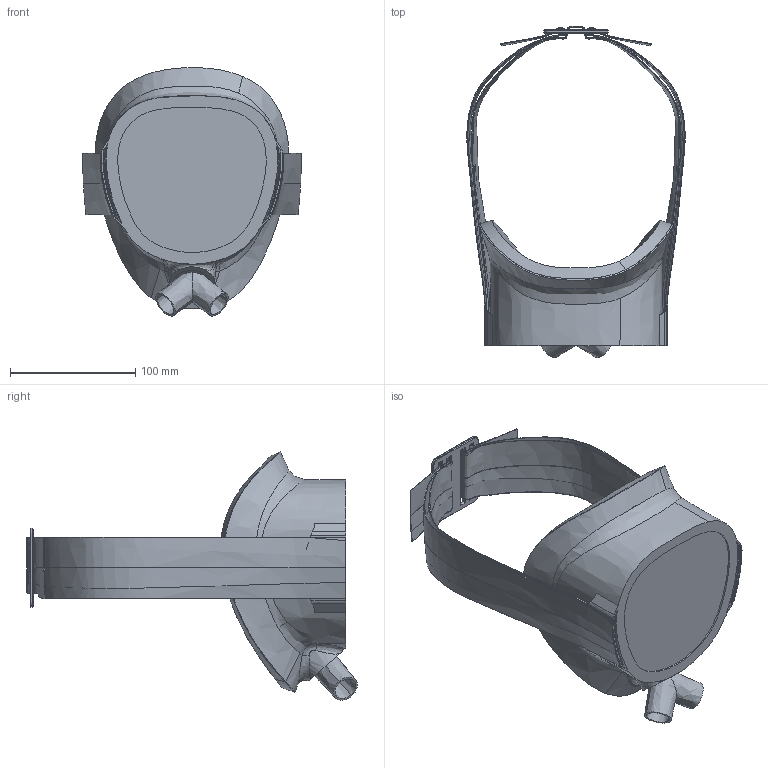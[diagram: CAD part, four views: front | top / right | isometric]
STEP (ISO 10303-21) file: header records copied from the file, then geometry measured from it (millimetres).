
FILE_DESCRIPTION(/* description */ (''),/* implementation_level */ '2;1');
FILE_NAME(/* name */ 'UNO_CO~1',/* time_stamp */ '2020-04-24T13:27:45-05:00',/* author */ (''),/* organization */ (''),/* preprocessor_version */ 'ST-DEVELOPER v16.5',/* originating_system */ '',/* authorisation */ '');
FILE_SCHEMA (('AUTOMOTIVE_DESIGN'));
Length unit declared in the file: millimetre
Products named in the file (1): Document
Bounding box: 174.9 x 264.71 x 198.74 mm (x, y, z)
Volume: 269935.6 mm3; surface area: 305460.7 mm2
Topology: 11 solids, 15 shells, 305 faces, 848 edges, 558 vertices
Faces by surface type: bspline 212, plane 93
Entity records: 27665 total; most frequent: CARTESIAN_POINT 22297, ORIENTED_EDGE 1672, EDGE_CURVE 848, B_SPLINE_CURVE_WITH_KNOTS 766, VERTEX_POINT 558, EDGE_LOOP 324, ADVANCED_FACE 305, FACE_OUTER_BOUND 305
